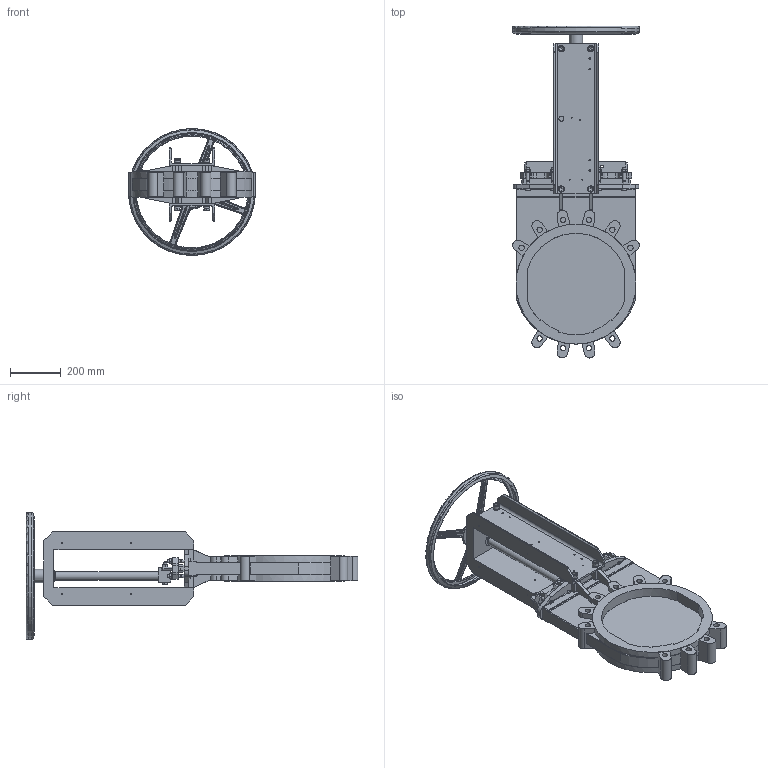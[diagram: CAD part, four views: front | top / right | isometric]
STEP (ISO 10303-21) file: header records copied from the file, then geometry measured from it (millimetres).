
FILE_DESCRIPTION(/* description */ ('178400'),/* implementation_level */ '2;1');
FILE_NAME(/* name */ '178400.stp',/* time_stamp */ '2019-02-18T11:51:05+01:00',/* author */ ('jmorand'),/* organization */ ('Sferaco'),/* preprocessor_version */ 'ST-DEVELOPER v17',/* originating_system */ 'Autodesk Inventor 2019',/* authorisation */ '');
FILE_SCHEMA (('AUTOMOTIVE_DESIGN { 1 0 10303 214 3 1 1 }'));
Products named in the file (1): 178400
Bounding box: 499.99 x 1306.7 x 499.99 mm (x, y, z)
Volume: 19157354.4 mm3; surface area: 2798443.1 mm2
Topology: 42 solids, 46 shells, 1780 faces, 4830 edges, 3219 vertices
Faces by surface type: plane 836, cylinder 366, cone 294, bspline 250, torus 34
Full cylindrical faces by diameter (mm): 3.5 x4, 4.2 x12, 6 x4, 6.8 x1, 10.2 x8, 10.5 x1, 12 x35, 13 x10, 14 x8, 16 x8, 18 x8, 20 x1, 21 x16, 24 x14, 29 x1, 30 x1, 35 x1, 36 x1, 36.5 x1, 45 x1, 52 x1, 472 x2, 496 x1, 500 x1
Entity records: 65047 total; most frequent: CARTESIAN_POINT 20223, ORIENTED_EDGE 9580, DIRECTION 8361, EDGE_CURVE 4790, VERTEX_POINT 3219, AXIS2_PLACEMENT_3D 3033, LINE 2295, VECTOR 2295
